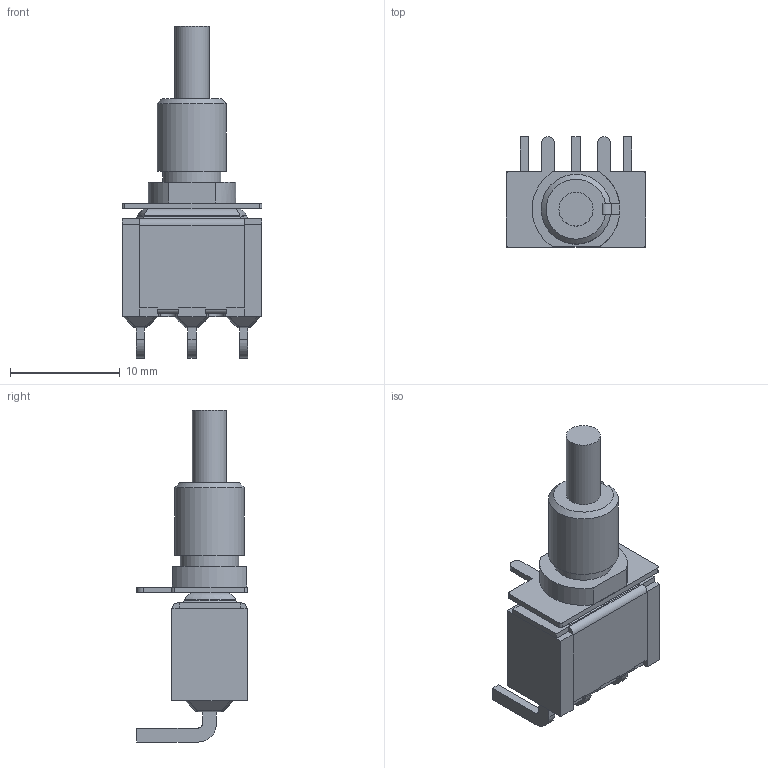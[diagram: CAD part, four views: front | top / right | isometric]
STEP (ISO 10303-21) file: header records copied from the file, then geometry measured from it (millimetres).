
FILE_DESCRIPTION(/* description */ (''),/* implementation_level */ '2;1');
FILE_NAME(/* name */ '700CSP7B60M6xE.stp',/* time_stamp */ '2025-05-16T08:38:14-05:00',/* author */ ('mroman'),/* organization */ (''),/* preprocessor_version */ 'ST-DEVELOPER v18.1',/* originating_system */ 'Autodesk Inventor 2022',/* authorisation */ '');
FILE_SCHEMA (('AUTOMOTIVE_DESIGN { 1 0 10303 214 3 1 1 }'));
Length unit declared in the file: centimetre
Products named in the file (1): 700CSP7B60M6xE
Bounding box: 12.7 x 10.04 x 30.19 mm (x, y, z)
Volume: 1236.3 mm3; surface area: 1159 mm2
Topology: 1 solids, 4 shells, 248 faces, 619 edges, 376 vertices
Faces by surface type: plane 168, cylinder 61, sphere 12, torus 4, cone 3
Full cylindrical faces by diameter (mm): 2.948 x1, 3.1 x1
Entity records: 7261 total; most frequent: CARTESIAN_POINT 1332, DIRECTION 1230, ORIENTED_EDGE 1214, EDGE_CURVE 607, LINE 454, VECTOR 454, AXIS2_PLACEMENT_3D 388, VERTEX_POINT 376
